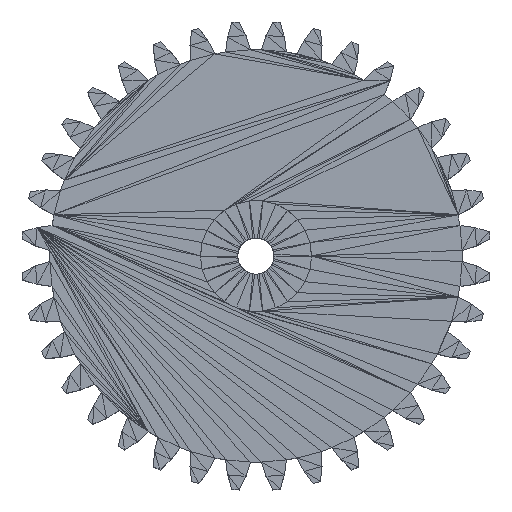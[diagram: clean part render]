
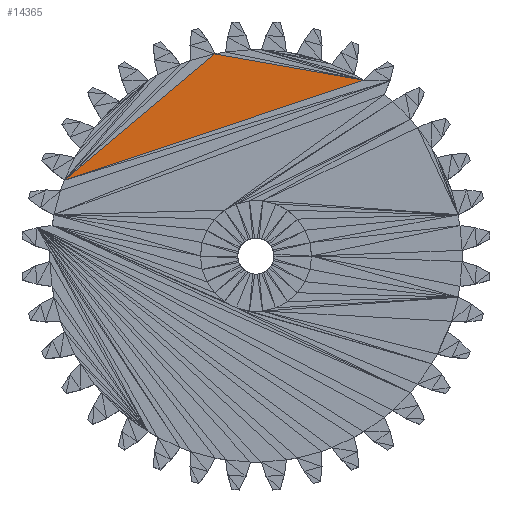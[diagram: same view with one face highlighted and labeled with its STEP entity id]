
A CAD part, top view. The second image highlights one B-rep face of the part: STEP entity #14365.
In plain terms, the highlighted planar face has unit normal (0, 0, 1).
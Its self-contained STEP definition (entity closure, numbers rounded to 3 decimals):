
#460=PLANE('',#15791);
#1654=FACE_OUTER_BOUND('',#2849,.T.);
#2849=EDGE_LOOP('',(#11652,#11653,#11654));
#4271=LINE('',#22890,#6008);
#4413=LINE('',#23180,#6150);
#4414=LINE('',#23181,#6151);
#6008=VECTOR('',#18411,10.);
#6150=VECTOR('',#18689,10.);
#6151=VECTOR('',#18690,10.);
#7800=VERTEX_POINT('',#22880);
#7802=VERTEX_POINT('',#22888);
#7882=VERTEX_POINT('',#23179);
#8943=EDGE_CURVE('',#7802,#7800,#4271,.T.);
#9085=EDGE_CURVE('',#7800,#7882,#4413,.T.);
#9086=EDGE_CURVE('',#7802,#7882,#4414,.T.);
#11652=ORIENTED_EDGE('',*,*,#9085,.F.);
#11653=ORIENTED_EDGE('',*,*,#8943,.F.);
#11654=ORIENTED_EDGE('',*,*,#9086,.T.);
#14365=ADVANCED_FACE('',(#1654),#460,.T.);
#15791=AXIS2_PLACEMENT_3D('',#23178,#18687,#18688);
#18411=DIRECTION('',(0.766,0.643,0.));
#18687=DIRECTION('center_axis',(0.,0.,1.));
#18688=DIRECTION('ref_axis',(1.,0.,0.));
#18689=DIRECTION('',(0.985,-0.174,0.));
#18690=DIRECTION('',(0.949,0.317,0.));
#22880=CARTESIAN_POINT('',(7.8,11.422,0.02));
#22888=CARTESIAN_POINT('',(1.346,6.006,0.02));
#22890=CARTESIAN_POINT('',(1.346,6.006,0.02));
#23178=CARTESIAN_POINT('Origin',(1.346,6.006,0.02));
#23179=CARTESIAN_POINT('',(14.192,10.295,0.02));
#23180=CARTESIAN_POINT('',(7.8,11.422,0.02));
#23181=CARTESIAN_POINT('',(1.346,6.006,0.02));
